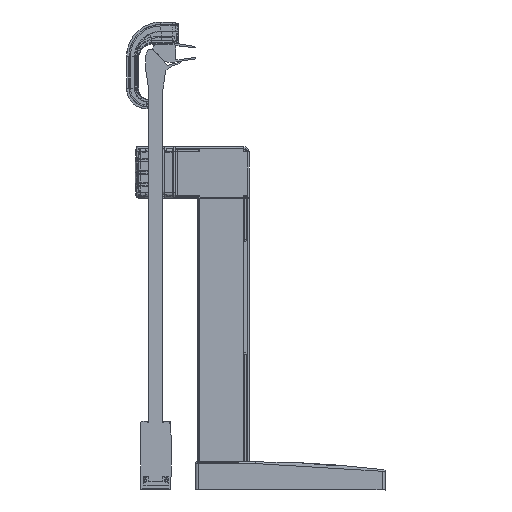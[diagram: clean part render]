
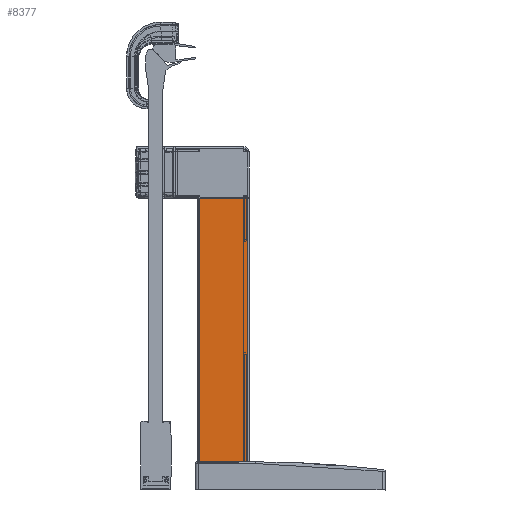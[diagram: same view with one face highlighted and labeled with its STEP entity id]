
A CAD part, front view. The second image highlights one B-rep face of the part: STEP entity #8377.
In plain terms, the highlighted planar face has unit normal (0, -1, 0).
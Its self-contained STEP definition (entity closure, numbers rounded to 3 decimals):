
#1176 = EDGE_CURVE ( 'NONE', #15676, #21365, #17874, .T. ) ;
#1547 = LINE ( 'NONE', #2286, #13663 ) ;
#2286 = CARTESIAN_POINT ( 'NONE',  ( 29.299, 962.2, -154.101 ) ) ;
#2517 = DIRECTION ( 'NONE',  ( 0., -1., 0. ) ) ;
#3316 = CARTESIAN_POINT ( 'NONE',  ( 29.299, 962.2, -154.101 ) ) ;
#4709 = LINE ( 'NONE', #25170, #25808 ) ;
#7195 = EDGE_LOOP ( 'NONE', ( #22491, #12440, #40602, #35629 ) ) ;
#7866 = DIRECTION ( 'NONE',  ( 0., -1., 0. ) ) ;
#8377 = ADVANCED_FACE ( 'NONE', ( #11510 ), #20471, .T. ) ;
#10120 = CARTESIAN_POINT ( 'NONE',  ( 57.299, 962.2, -154.103 ) ) ;
#10609 = CIRCLE ( 'NONE', #17124, 601.4 ) ;
#10719 = VERTEX_POINT ( 'NONE', #10120 ) ;
#11510 = FACE_OUTER_BOUND ( 'NONE', #7195, .T. ) ;
#11830 = DIRECTION ( 'NONE',  ( 0., 0., -1. ) ) ;
#12440 = ORIENTED_EDGE ( 'NONE', *, *, #16097, .T. ) ;
#13663 = VECTOR ( 'NONE', #32279, 1000. ) ;
#15676 = VERTEX_POINT ( 'NONE', #3316 ) ;
#16097 = EDGE_CURVE ( 'NONE', #21491, #10719, #4709, .T. ) ;
#17124 = AXIS2_PLACEMENT_3D ( 'NONE', #38947, #2517, #29394 ) ;
#17874 = LINE ( 'NONE', #22153, #38846 ) ;
#18321 = DIRECTION ( 'NONE',  ( 0., 0., -1. ) ) ;
#18779 = EDGE_CURVE ( 'NONE', #10719, #15676, #1547, .T. ) ;
#20471 = PLANE ( 'NONE',  #39898 ) ;
#20829 = CARTESIAN_POINT ( 'NONE',  ( 57.291, 962.2, -307.624 ) ) ;
#21365 = VERTEX_POINT ( 'NONE', #23038 ) ;
#21491 = VERTEX_POINT ( 'NONE', #20829 ) ;
#21724 = CARTESIAN_POINT ( 'NONE',  ( 29.299, 962.2, -154.101 ) ) ;
#22153 = CARTESIAN_POINT ( 'NONE',  ( 29.299, 962.2, -154.101 ) ) ;
#22491 = ORIENTED_EDGE ( 'NONE', *, *, #43126, .F. ) ;
#23038 = CARTESIAN_POINT ( 'NONE',  ( 29.291, 962.2, -308.507 ) ) ;
#25170 = CARTESIAN_POINT ( 'NONE',  ( 57.299, 962.2, -154.103 ) ) ;
#25808 = VECTOR ( 'NONE', #42130, 1000. ) ;
#29394 = DIRECTION ( 'NONE',  ( 0., 0., -1. ) ) ;
#32279 = DIRECTION ( 'NONE',  ( -1., 0., 0. ) ) ;
#35629 = ORIENTED_EDGE ( 'NONE', *, *, #1176, .T. ) ;
#38846 = VECTOR ( 'NONE', #11830, 1000. ) ;
#38947 = CARTESIAN_POINT ( 'NONE',  ( 62.256, 962.2, -909.003 ) ) ;
#39898 = AXIS2_PLACEMENT_3D ( 'NONE', #21724, #7866, #18321 ) ;
#40602 = ORIENTED_EDGE ( 'NONE', *, *, #18779, .T. ) ;
#42130 = DIRECTION ( 'NONE',  ( 0., 0., 1. ) ) ;
#43126 = EDGE_CURVE ( 'NONE', #21491, #21365, #10609, .T. ) ;
